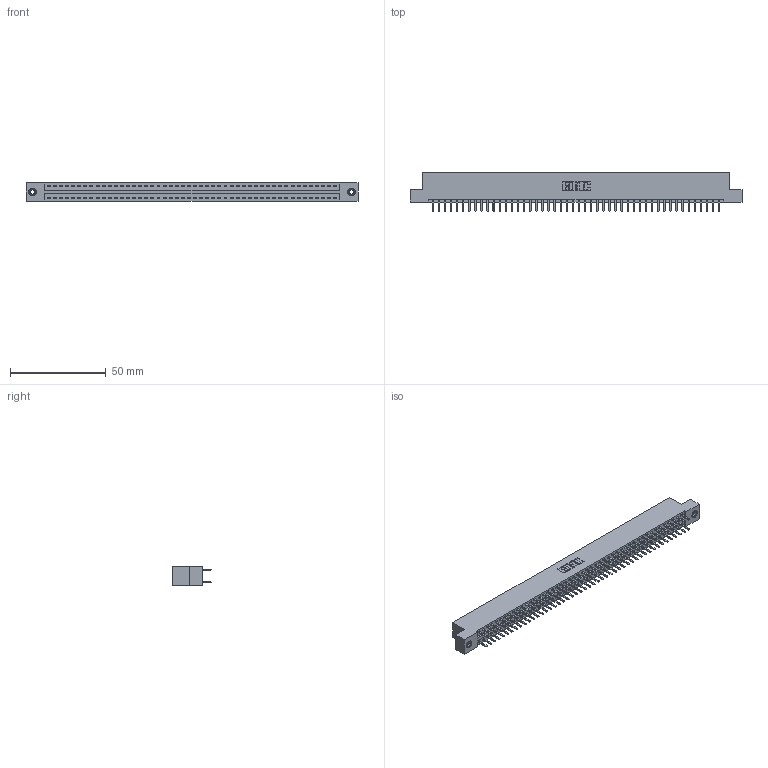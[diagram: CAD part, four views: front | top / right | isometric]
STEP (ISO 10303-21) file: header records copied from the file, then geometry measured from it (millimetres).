
FILE_DESCRIPTION (( 'STEP AP203' ), '1' );
FILE_NAME ('396-096-520-208.STEP', '2019-10-31T03:48:49', ( '' ), ( '' ), 'SwSTEP 2.0', 'SolidWorks 2016', '' );
FILE_SCHEMA (( 'CONFIG_CONTROL_DESIGN' ));
Length unit declared in the file: inch
Products named in the file (4): 345-292-001_345-293-120; 396-096-520-208; 345-250-001_345-250-003-102; 346 Part_Flush Mounting Lugs - 0.156 Dia-TI
Assembly tree (99 placements, depth 2):
  396-096-520-208
    346 Part_Flush Mounting Lugs - 0.156 Dia-TI
    345-292-001_345-293-120  x96
    345-250-001_345-250-003-102  x2
Bounding box: 172.97 x 20.02 x 9.4 mm (x, y, z)
Volume: 16865 mm3; surface area: 23197.5 mm2
Topology: 99 solids, 99 shells, 5558 faces, 16113 edges, 10478 vertices
Faces by surface type: plane 3660, cylinder 1882, cone 12, torus 4
Entity records: 31818 total; most frequent: CARTESIAN_POINT 5231, ORIENTED_EDGE 5146, DIRECTION 4675, EDGE_CURVE 2573, VECTOR 2225, LINE 2225, VERTEX_POINT 1708, AXIS2_PLACEMENT_3D 1225
